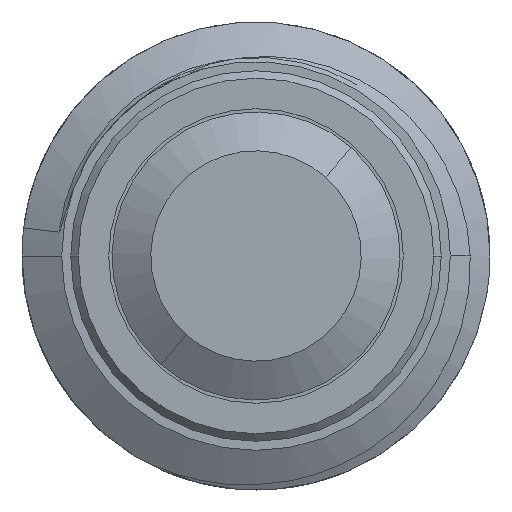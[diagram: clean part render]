
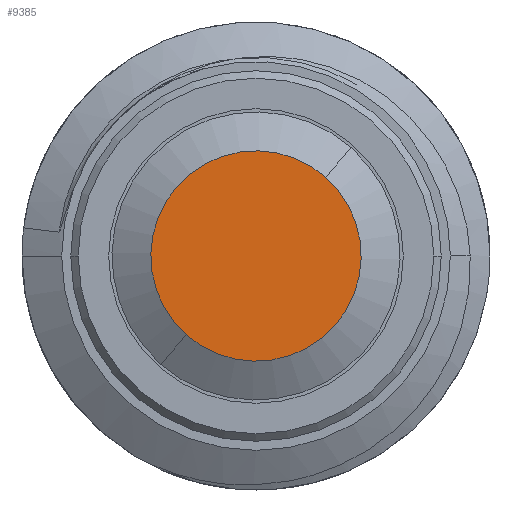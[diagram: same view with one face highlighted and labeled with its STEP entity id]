
A CAD part, front view. The second image highlights one B-rep face of the part: STEP entity #9385.
In plain terms, the highlighted face is planar.
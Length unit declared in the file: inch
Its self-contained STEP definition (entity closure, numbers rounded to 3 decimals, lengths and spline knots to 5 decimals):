
#395 = ORIENTED_EDGE ( 'NONE', *, *, #9109, .T. ) ;
#711 = CIRCLE ( 'NONE', #7214, 0.14054 ) ;
#1194 = DIRECTION ( 'NONE',  ( 0., 0., 1. ) ) ;
#1749 = DIRECTION ( 'NONE',  ( 0., 0., 1. ) ) ;
#1787 = VERTEX_POINT ( 'NONE', #3800 ) ;
#2036 = DIRECTION ( 'NONE',  ( 1., 0., 0. ) ) ;
#3721 = DIRECTION ( 'NONE',  ( 0., 0., 1. ) ) ;
#3800 = CARTESIAN_POINT ( 'NONE',  ( 0.14054, 0., 0.34375 ) ) ;
#3979 = AXIS2_PLACEMENT_3D ( 'NONE', #7513, #3721, #2036 ) ;
#4037 = ORIENTED_EDGE ( 'NONE', *, *, #5378, .T. ) ;
#4746 = DIRECTION ( 'NONE',  ( 1., 0., 0. ) ) ;
#5013 = VERTEX_POINT ( 'NONE', #5321 ) ;
#5321 = CARTESIAN_POINT ( 'NONE',  ( -0.14054, 0., 0.34375 ) ) ;
#5378 = EDGE_CURVE ( 'NONE', #1787, #5013, #711, .T. ) ;
#5770 = FACE_OUTER_BOUND ( 'NONE', #7786, .T. ) ;
#6498 = CARTESIAN_POINT ( 'NONE',  ( 0., 0., 0.34375 ) ) ;
#7214 = AXIS2_PLACEMENT_3D ( 'NONE', #6498, #1194, #4746 ) ;
#7513 = CARTESIAN_POINT ( 'NONE',  ( 0., 0., 0.34375 ) ) ;
#7786 = EDGE_LOOP ( 'NONE', ( #395, #4037 ) ) ;
#8978 = DIRECTION ( 'NONE',  ( 1., 0., 0. ) ) ;
#9109 = EDGE_CURVE ( 'NONE', #5013, #1787, #9737, .T. ) ;
#9326 = PLANE ( 'NONE',  #3979 ) ;
#9385 = ADVANCED_FACE ( 'NONE', ( #5770 ), #9326, .T. ) ;
#9737 = CIRCLE ( 'NONE', #10120, 0.14054 ) ;
#9847 = CARTESIAN_POINT ( 'NONE',  ( 0., 0., 0.34375 ) ) ;
#10120 = AXIS2_PLACEMENT_3D ( 'NONE', #9847, #1749, #8978 ) ;
